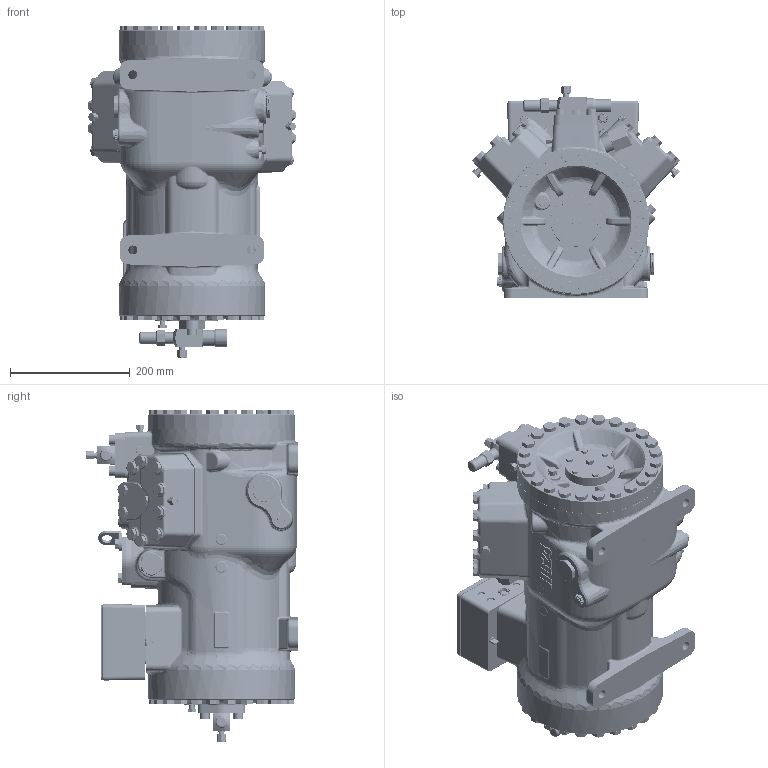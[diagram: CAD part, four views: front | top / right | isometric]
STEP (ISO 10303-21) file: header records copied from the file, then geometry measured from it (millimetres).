
FILE_DESCRIPTION (( 'STEP AP214' ), '1' );
FILE_NAME ('HGX24e CO2 LT.STEP', '2022-05-18T12:30:06', ( '' ), ( '' ), 'SwSTEP 2.0', 'SolidWorks 2019', '' );
FILE_SCHEMA (( 'AUTOMOTIVE_DESIGN' ));
Length unit declared in the file: millimetre
Products named in the file (8): blank flange 110+130+145; discharge valve 90+110+130+145; suction valve 90+110+130+145; cylinder cover; HGX24e CO2 LT; discharge valve 55+70; compressor casing; suction valve 55 + 70
Assembly tree (8 placements, depth 2):
  HGX24e CO2 LT
    compressor casing
    cylinder cover  x2
    blank flange 110+130+145
    discharge valve 55+70
    discharge valve 90+110+130+145
    suction valve 55 + 70
    suction valve 90+110+130+145
Bounding box: 348.12 x 354.78 x 555.67 mm (x, y, z)
Volume: 27586207.1 mm3; surface area: 1015749.1 mm2
Topology: 8 solids, 13 shells, 4502 faces, 10776 edges, 6498 vertices
Faces by surface type: plane 1916, bspline 1202, cylinder 764, cone 338, torus 274, sphere 8
Full cylindrical faces by diameter (mm): 5 x4, 6 x4, 8.5 x32, 9 x4, 10 x40, 10.72 x4, 11 x4, 12 x2, 12.8 x1, 14 x4, 15 x6, 15.089 x1, 15.8 x1, 16 x11, 16.1 x2, 17 x25, 17.2 x1, 18 x1, 19 x54, 19.9 x4, 22 x2, 22.35 x1, 26 x3, 26.73 x1, 26.75 x1, 28 x3, 28.5 x1, 30 x1, 85 x1, 245 x3
Entity records: 239903 total; most frequent: CARTESIAN_POINT 150492, ORIENTED_EDGE 17692, DIRECTION 12616, EDGE_CURVE 8846, VERTEX_POINT 5545, AXIS2_PLACEMENT_3D 4736, EDGE_LOOP 4565, FACE_OUTER_BOUND 4176
